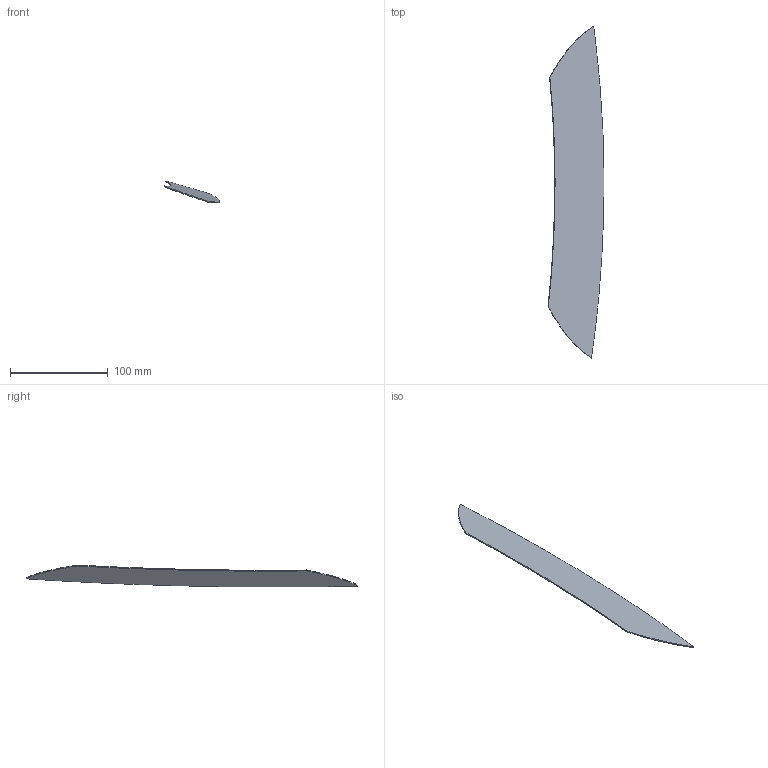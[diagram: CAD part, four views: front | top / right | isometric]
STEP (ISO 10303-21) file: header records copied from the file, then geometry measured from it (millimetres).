
FILE_DESCRIPTION (( 'STEP AP214' ), '1' );
FILE_NAME ('RUB STRIP flatten .STEP', '2014-02-25T22:45:49', ( 'DAO' ), ( '' ), 'SwSTEP 2.0', 'SolidWorks 2014', '' );
FILE_SCHEMA (( 'AUTOMOTIVE_DESIGN' ));
Length unit declared in the file: millimetre
Products named in the file (1): RUB STRIP flatten 
Bounding box: 57.19 x 339.2 x 22.43 mm (x, y, z)
Volume: 15559.2 mm3; surface area: 31835.3 mm2
Topology: 1 solids, 1 shells, 15 faces, 39 edges, 26 vertices
Faces by surface type: cylinder 12, plane 3
Entity records: 511 total; most frequent: DIRECTION 95, CARTESIAN_POINT 81, ORIENTED_EDGE 78, AXIS2_PLACEMENT_3D 40, EDGE_CURVE 39, VERTEX_POINT 26, CIRCLE 24, ADVANCED_FACE 15
